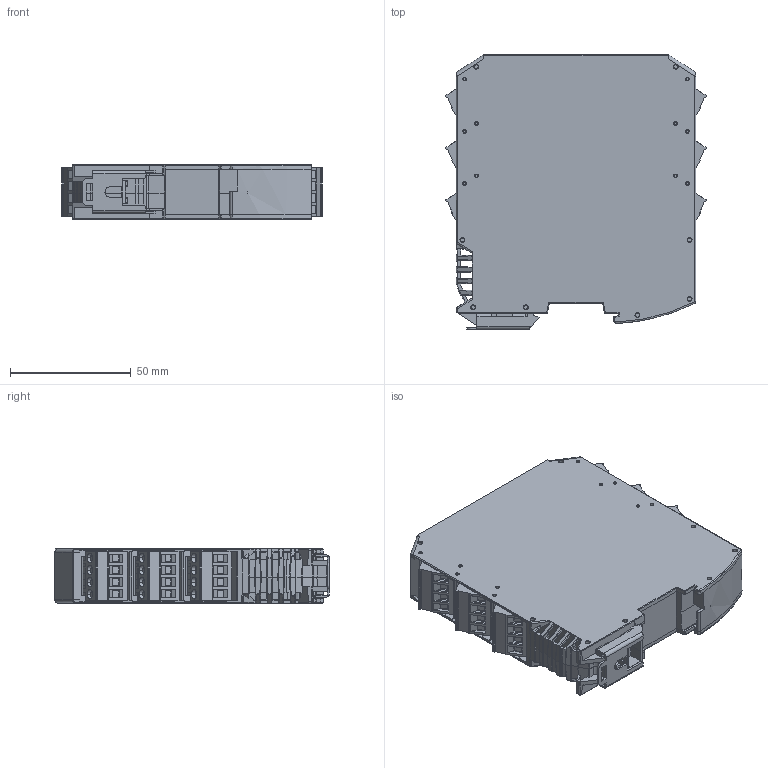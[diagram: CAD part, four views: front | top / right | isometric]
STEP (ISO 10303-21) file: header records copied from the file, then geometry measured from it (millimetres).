
FILE_DESCRIPTION (( 'STEP AP203' ), '1' );
FILE_NAME ('22.5mm对外发布（无USB按键）.STEP', '2024-04-25T01:19:15', ( '' ), ( '' ), 'SwSTEP 2.0', 'SolidWorks 2016', '' );
FILE_SCHEMA (( 'CONFIG_CONTROL_DESIGN' ));
Length unit declared in the file: millimetre
Products named in the file (1): 22.5mm对外发布（无USB按键）
Bounding box: 107.86 x 113.65 x 22.5 mm (x, y, z)
Surface area: 64406.6 mm2 (no closed solid volume)
Topology: 0 solids, 41 shells, 6287 faces, 17095 edges, 11219 vertices
Faces by surface type: plane 4402, cylinder 1380, bspline 298, cone 207
Entity records: 211101 total; most frequent: CARTESIAN_POINT 55077, ORIENTED_EDGE 34134, DIRECTION 29422, EDGE_CURVE 17085, LINE 12972, VECTOR 12972, VERTEX_POINT 11218, AXIS2_PLACEMENT_3D 8225
